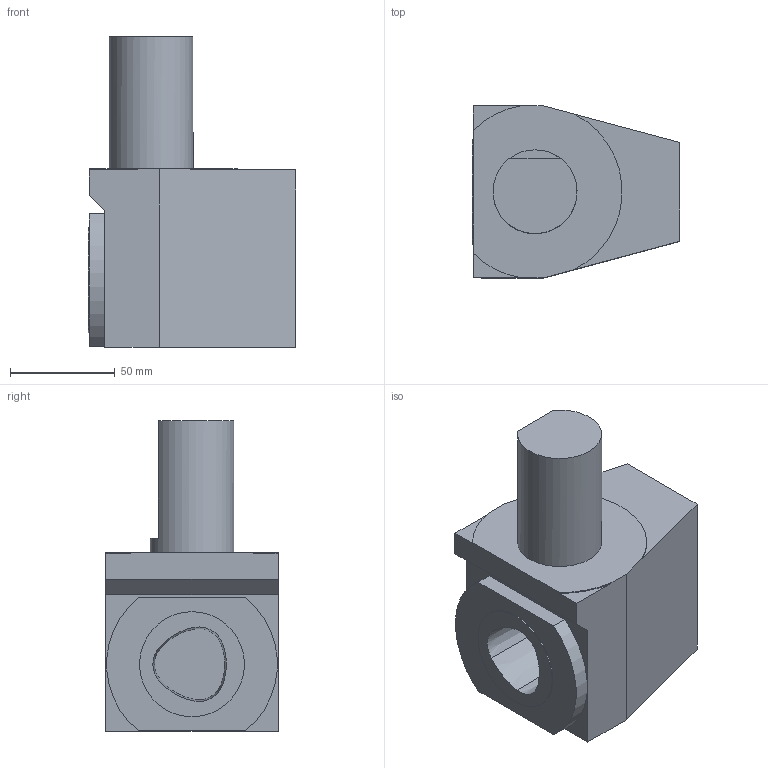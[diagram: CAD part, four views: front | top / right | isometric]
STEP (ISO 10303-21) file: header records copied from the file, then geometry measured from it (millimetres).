
FILE_DESCRIPTION(/* description */ (''),/* implementation_level */ '2;1');
FILE_NAME(/* name */ 'C5-LC2040-53030M.stp',/* time_stamp */ '2017-10-23T16:42:13+05:00',/* author */ (''),/* organization */ (''),/* preprocessor_version */ 'ST-DEVELOPER v16',/* originating_system */ 'SIEMENS PLM Software NX 11.0',/* authorisation */ '');
FILE_SCHEMA (('AUTOMOTIVE_DESIGN { 1 0 10303 214 3 1 1 1 }'));
Length unit declared in the file: millimetre
Products named in the file (1): C5-LC2040-53030M
Bounding box: 99 x 82 x 148 mm (x, y, z)
Volume: 629775.9 mm3; surface area: 56600.7 mm2
Topology: 2 solids, 3 shells, 37 faces, 88 edges, 59 vertices
Faces by surface type: plane 23, cylinder 7, cone 6, torus 1
Full cylindrical faces by diameter (mm): 39.992 x1, 50 x1
Entity records: 1113 total; most frequent: DIRECTION 194, CARTESIAN_POINT 181, ORIENTED_EDGE 166, EDGE_CURVE 83, AXIS2_PLACEMENT_3D 70, VERTEX_POINT 57, LINE 54, VECTOR 54
